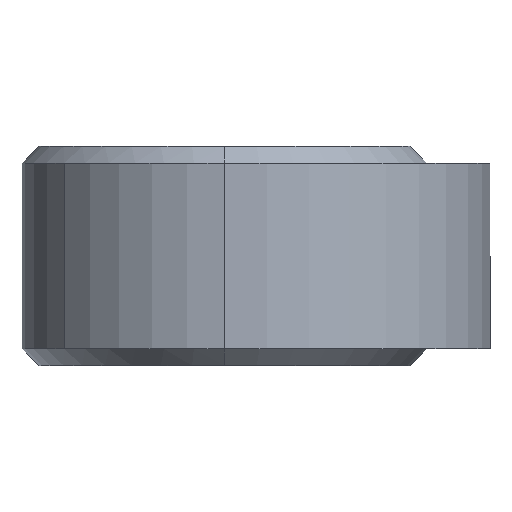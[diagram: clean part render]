
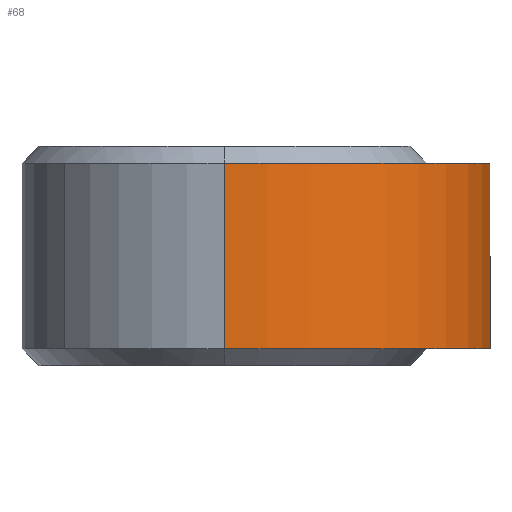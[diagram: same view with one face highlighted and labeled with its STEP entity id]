
A CAD part, front view. The second image highlights one B-rep face of the part: STEP entity #68.
In plain terms, the highlighted cylindrical face has radius 14.64 mm (diameter 29.28 mm), a partial arc.
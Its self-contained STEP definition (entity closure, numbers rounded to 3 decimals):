
#68=ADVANCED_FACE('',(#125),#126,.T.);
#125=FACE_OUTER_BOUND('',#197,.T.);
#126=CYLINDRICAL_SURFACE('',#198,14.64);
#197=EDGE_LOOP('',(#397,#398,#399,#400));
#198=AXIS2_PLACEMENT_3D('',#401,#402,#403);
#397=ORIENTED_EDGE('',*,*,#551,.T.);
#398=ORIENTED_EDGE('',*,*,#557,.F.);
#399=ORIENTED_EDGE('',*,*,#537,.T.);
#400=ORIENTED_EDGE('',*,*,#556,.T.);
#401=CARTESIAN_POINT('',(1.147,2.124,0.0));
#402=DIRECTION('',(-0.0,-0.0,-1.0));
#403=DIRECTION('',(-0.078,-0.997,0.0));
#537=EDGE_CURVE('',#659,#657,#660,.T.);
#551=EDGE_CURVE('',#678,#676,#679,.T.);
#556=EDGE_CURVE('',#657,#678,#684,.T.);
#557=EDGE_CURVE('',#659,#676,#685,.T.);
#657=VERTEX_POINT('',#878);
#659=VERTEX_POINT('',#880);
#660=CIRCLE('',#881,14.64);
#676=VERTEX_POINT('',#902);
#678=VERTEX_POINT('',#904);
#679=CIRCLE('',#905,14.64);
#684=LINE('',#910,#911);
#685=LINE('',#912,#913);
#878=CARTESIAN_POINT('',(13.224,10.399,1.0));
#880=CARTESIAN_POINT('',(0.0,-12.471,1.0));
#881=AXIS2_PLACEMENT_3D('',#1011,#1012,#1013);
#902=CARTESIAN_POINT('',(0.0,-12.471,12.0));
#904=CARTESIAN_POINT('',(13.224,10.399,12.0));
#905=AXIS2_PLACEMENT_3D('',#1043,#1044,#1045);
#910=CARTESIAN_POINT('',(13.224,10.399,0.0));
#911=VECTOR('',#1058,10.0);
#912=CARTESIAN_POINT('',(0.0,-12.471,0.0));
#913=VECTOR('',#1059,10.0);
#1011=CARTESIAN_POINT('',(1.147,2.124,1.0));
#1012=DIRECTION('',(0.0,0.0,1.0));
#1013=DIRECTION('',(-0.078,-0.997,0.0));
#1043=CARTESIAN_POINT('',(1.147,2.124,12.0));
#1044=DIRECTION('',(0.,0.,-1.0));
#1045=DIRECTION('',(-0.078,-0.997,0.));
#1058=DIRECTION('',(0.0,0.0,1.0));
#1059=DIRECTION('',(0.0,0.0,1.0));
